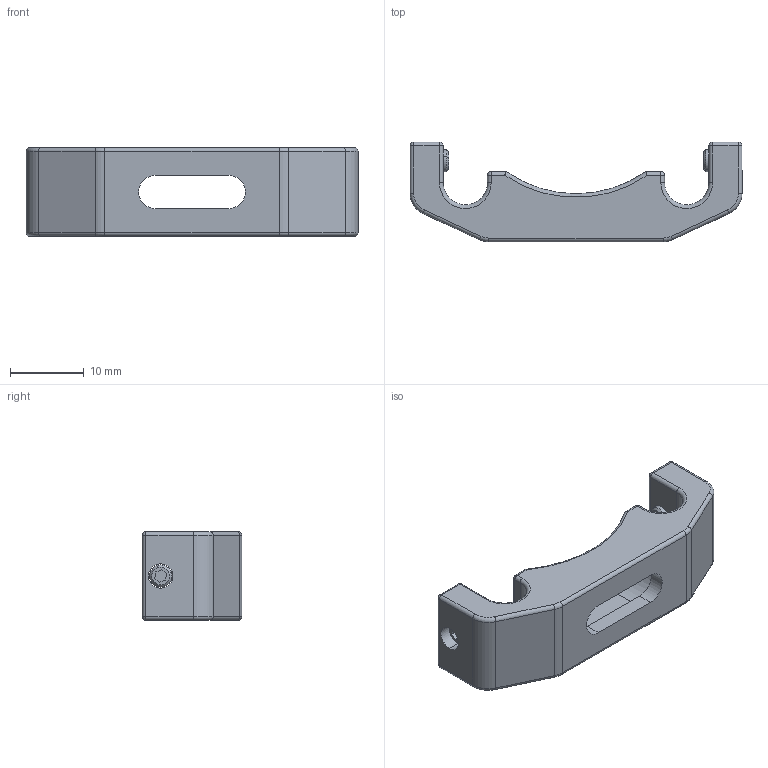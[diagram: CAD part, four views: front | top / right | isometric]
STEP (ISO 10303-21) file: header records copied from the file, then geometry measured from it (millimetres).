
FILE_DESCRIPTION (( 'STEP AP203' ), '1' );
FILE_NAME ('24CRH-30C(M).STEP', '2026-03-03T02:36:47', ( '' ), ( '' ), 'SwSTEP 2.0', 'SolidWorks 2024', '' );
FILE_SCHEMA (( 'CONFIG_CONTROL_DESIGN' ));
Length unit declared in the file: millimetre
Products named in the file (1): 24CRH-30C(M)
Bounding box: 45 x 13.5 x 12 mm (x, y, z)
Volume: 3124.2 mm3; surface area: 2531.9 mm2
Topology: 3 solids, 3 shells, 123 faces, 282 edges, 156 vertices
Faces by surface type: cylinder 51, plane 38, torus 14, sphere 12, cone 8
Entity records: 3487 total; most frequent: CARTESIAN_POINT 636, DIRECTION 632, ORIENTED_EDGE 540, EDGE_CURVE 270, AXIS2_PLACEMENT_3D 244, VERTEX_POINT 156, VECTOR 144, LINE 144
